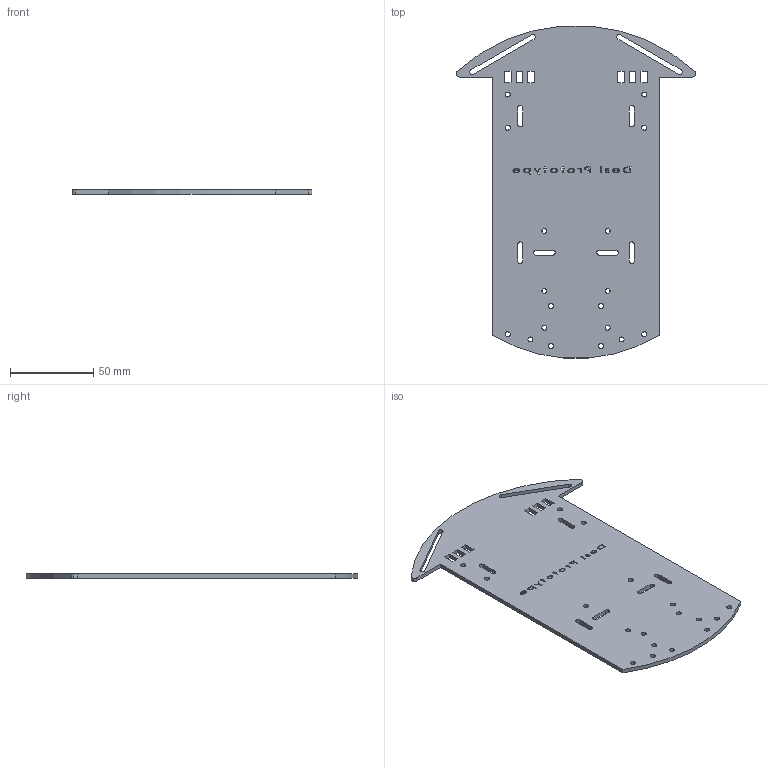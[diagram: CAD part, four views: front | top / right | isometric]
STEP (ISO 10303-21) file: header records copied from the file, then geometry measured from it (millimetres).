
FILE_DESCRIPTION (( 'STEP AP203' ), '1' );
FILE_NAME ('Chassis- Desi Prototype -STEP AP203.STEP', '2024-05-14T23:49:59', ( '' ), ( '' ), 'SwSTEP 2.0', 'SolidWorks 2021', '' );
FILE_SCHEMA (( 'CONFIG_CONTROL_DESIGN' ));
Length unit declared in the file: millimetre
Products named in the file (1): Chassis- Desi Prototype -STEP AP203
Bounding box: 143.99 x 199.35 x 2.5 mm (x, y, z)
Volume: 47027.3 mm3; surface area: 41401.9 mm2
Topology: 8 solids, 8 shells, 278 faces, 786 edges, 524 vertices
Faces by surface type: plane 129, bspline 88, cylinder 61
Entity records: 13499 total; most frequent: CARTESIAN_POINT 6525, ORIENTED_EDGE 1572, DIRECTION 1114, EDGE_CURVE 786, VERTEX_POINT 524, LINE 488, VECTOR 488, EDGE_LOOP 370
